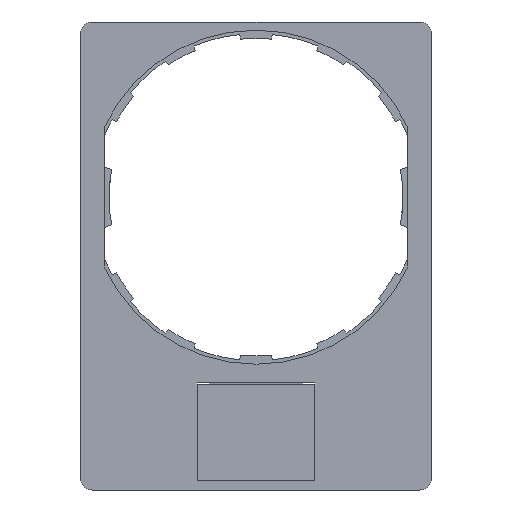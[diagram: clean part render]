
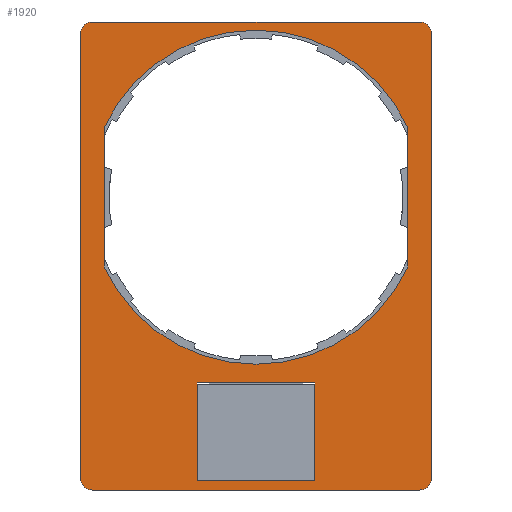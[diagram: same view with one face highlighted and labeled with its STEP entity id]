
A CAD part, front view. The second image highlights one B-rep face of the part: STEP entity #1920.
In plain terms, the highlighted planar face has unit normal (0, -1, 0).
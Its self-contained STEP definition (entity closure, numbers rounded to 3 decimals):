
#1=CARTESIAN_POINT('',(-13.9,0.,13.9));
#2=DIRECTION('',(0.,1.,0.));
#3=DIRECTION('',(-1.,0.,0.));
#4=AXIS2_PLACEMENT_3D('',#1,#2,#3);
#6=CARTESIAN_POINT('',(13.9,0.,13.9));
#7=DIRECTION('',(0.,1.,0.));
#8=DIRECTION('',(0.,0.,1.));
#9=AXIS2_PLACEMENT_3D('',#6,#7,#8);
#11=CARTESIAN_POINT('',(13.9,0.,-23.9));
#12=DIRECTION('',(0.,1.,0.));
#13=DIRECTION('',(1.,0.,0.));
#14=AXIS2_PLACEMENT_3D('',#11,#12,#13);
#16=CARTESIAN_POINT('',(-13.9,0.,-23.9));
#17=DIRECTION('',(0.,1.,0.));
#18=DIRECTION('',(0.,0.,-1.));
#19=AXIS2_PLACEMENT_3D('',#16,#17,#18);
#21=CARTESIAN_POINT('',(0.,0.,0.));
#22=DIRECTION('',(0.,-1.,0.));
#23=DIRECTION('',(0.908,0.,0.418));
#24=AXIS2_PLACEMENT_3D('',#21,#22,#23);
#26=DIRECTION('',(0.,0.,-1.));
#27=VECTOR('',#26,11.871);
#28=CARTESIAN_POINT('',(-12.9,0.,5.935));
#29=LINE('',#28,#27);
#30=CARTESIAN_POINT('',(0.,0.,0.));
#31=DIRECTION('',(0.,-1.,0.));
#32=DIRECTION('',(-0.908,0.,-0.418));
#33=AXIS2_PLACEMENT_3D('',#30,#31,#32);
#35=DIRECTION('',(0.,0.,1.));
#36=VECTOR('',#35,11.871);
#37=CARTESIAN_POINT('',(12.9,0.,-5.935));
#38=LINE('',#37,#36);
#47=DIRECTION('',(0.,0.,-1.));
#48=VECTOR('',#47,37.8);
#49=CARTESIAN_POINT('',(-14.9,0.,13.9));
#50=LINE('',#49,#48);
#63=DIRECTION('',(1.,0.,0.));
#64=VECTOR('',#63,27.8);
#65=CARTESIAN_POINT('',(-13.9,0.,-24.9));
#66=LINE('',#65,#64);
#83=DIRECTION('',(0.,0.,1.));
#84=VECTOR('',#83,37.8);
#85=CARTESIAN_POINT('',(14.9,0.,-23.9));
#86=LINE('',#85,#84);
#437=DIRECTION('',(1.,0.,0.));
#438=VECTOR('',#437,10.);
#439=CARTESIAN_POINT('',(-5.,0.,-15.8));
#440=LINE('',#439,#438);
#533=DIRECTION('',(-1.,0.,0.));
#534=VECTOR('',#533,10.);
#535=CARTESIAN_POINT('',(5.,0.,-24.1));
#536=LINE('',#535,#534);
#597=DIRECTION('',(0.,0.,-1.));
#598=VECTOR('',#597,8.3);
#599=CARTESIAN_POINT('',(5.,0.,-15.8));
#600=LINE('',#599,#598);
#605=DIRECTION('',(0.,0.,1.));
#606=VECTOR('',#605,8.3);
#607=CARTESIAN_POINT('',(-5.,0.,-24.1));
#608=LINE('',#607,#606);
#621=DIRECTION('',(-1.,0.,0.));
#622=VECTOR('',#621,27.8);
#623=CARTESIAN_POINT('',(13.9,0.,14.9));
#624=LINE('',#623,#622);
#1451=CARTESIAN_POINT('',(-14.9,0.,13.9));
#1452=CARTESIAN_POINT('',(-14.9,0.,-23.9));
#1453=VERTEX_POINT('',#1451);
#1454=VERTEX_POINT('',#1452);
#1455=CARTESIAN_POINT('',(-13.9,0.,14.9));
#1456=VERTEX_POINT('',#1455);
#1457=CARTESIAN_POINT('',(13.9,0.,14.9));
#1458=VERTEX_POINT('',#1457);
#1459=CARTESIAN_POINT('',(14.9,0.,13.9));
#1460=VERTEX_POINT('',#1459);
#1461=CARTESIAN_POINT('',(14.9,0.,-23.9));
#1462=VERTEX_POINT('',#1461);
#1463=CARTESIAN_POINT('',(13.9,0.,-24.9));
#1464=VERTEX_POINT('',#1463);
#1465=CARTESIAN_POINT('',(-13.9,0.,-24.9));
#1466=VERTEX_POINT('',#1465);
#1467=CARTESIAN_POINT('',(5.,0.,-24.1));
#1468=CARTESIAN_POINT('',(-5.,0.,-24.1));
#1469=VERTEX_POINT('',#1467);
#1470=VERTEX_POINT('',#1468);
#1471=CARTESIAN_POINT('',(5.,0.,-15.8));
#1472=VERTEX_POINT('',#1471);
#1473=CARTESIAN_POINT('',(-5.,0.,-15.8));
#1474=VERTEX_POINT('',#1473);
#1475=CARTESIAN_POINT('',(12.9,0.,5.935));
#1476=CARTESIAN_POINT('',(-12.9,0.,5.935));
#1477=VERTEX_POINT('',#1475);
#1478=VERTEX_POINT('',#1476);
#1479=CARTESIAN_POINT('',(-12.9,0.,-5.935));
#1480=VERTEX_POINT('',#1479);
#1481=CARTESIAN_POINT('',(12.9,0.,-5.935));
#1482=VERTEX_POINT('',#1481);
#1877=CARTESIAN_POINT('',(0.,0.,0.));
#1878=DIRECTION('',(0.,1.,0.));
#1879=DIRECTION('',(1.,0.,0.));
#1880=AXIS2_PLACEMENT_3D('',#1877,#1878,#1879);
#1881=PLANE('',#1880);
#1883=ORIENTED_EDGE('',*,*,#1882,.F.);
#1885=ORIENTED_EDGE('',*,*,#1884,.T.);
#1887=ORIENTED_EDGE('',*,*,#1886,.F.);
#1889=ORIENTED_EDGE('',*,*,#1888,.T.);
#1891=ORIENTED_EDGE('',*,*,#1890,.F.);
#1893=ORIENTED_EDGE('',*,*,#1892,.T.);
#1895=ORIENTED_EDGE('',*,*,#1894,.F.);
#1897=ORIENTED_EDGE('',*,*,#1896,.T.);
#1898=EDGE_LOOP('',(#1883,#1885,#1887,#1889,#1891,#1893,#1895,#1897));
#1899=FACE_OUTER_BOUND('',#1898,.F.);
#1901=ORIENTED_EDGE('',*,*,#1900,.F.);
#1903=ORIENTED_EDGE('',*,*,#1902,.F.);
#1905=ORIENTED_EDGE('',*,*,#1904,.F.);
#1907=ORIENTED_EDGE('',*,*,#1906,.F.);
#1908=EDGE_LOOP('',(#1901,#1903,#1905,#1907));
#1909=FACE_BOUND('',#1908,.F.);
#1911=ORIENTED_EDGE('',*,*,#1910,.T.);
#1913=ORIENTED_EDGE('',*,*,#1912,.T.);
#1915=ORIENTED_EDGE('',*,*,#1914,.T.);
#1917=ORIENTED_EDGE('',*,*,#1916,.T.);
#1918=EDGE_LOOP('',(#1911,#1913,#1915,#1917));
#1919=FACE_BOUND('',#1918,.F.);
#1920=ADVANCED_FACE('',(#1899,#1909,#1919),#1881,.F.);
#5=CIRCLE('',#4,1.);
#10=CIRCLE('',#9,1.);
#15=CIRCLE('',#14,1.);
#20=CIRCLE('',#19,1.);
#25=CIRCLE('',#24,14.2);
#34=CIRCLE('',#33,14.2);
#1882=EDGE_CURVE('',#1453,#1454,#50,.T.);
#1884=EDGE_CURVE('',#1453,#1456,#5,.T.);
#1886=EDGE_CURVE('',#1458,#1456,#624,.T.);
#1888=EDGE_CURVE('',#1458,#1460,#10,.T.);
#1890=EDGE_CURVE('',#1462,#1460,#86,.T.);
#1892=EDGE_CURVE('',#1462,#1464,#15,.T.);
#1894=EDGE_CURVE('',#1466,#1464,#66,.T.);
#1896=EDGE_CURVE('',#1466,#1454,#20,.T.);
#1900=EDGE_CURVE('',#1469,#1470,#536,.T.);
#1902=EDGE_CURVE('',#1472,#1469,#600,.T.);
#1904=EDGE_CURVE('',#1474,#1472,#440,.T.);
#1906=EDGE_CURVE('',#1470,#1474,#608,.T.);
#1910=EDGE_CURVE('',#1477,#1478,#25,.T.);
#1912=EDGE_CURVE('',#1478,#1480,#29,.T.);
#1914=EDGE_CURVE('',#1480,#1482,#34,.T.);
#1916=EDGE_CURVE('',#1482,#1477,#38,.T.);
